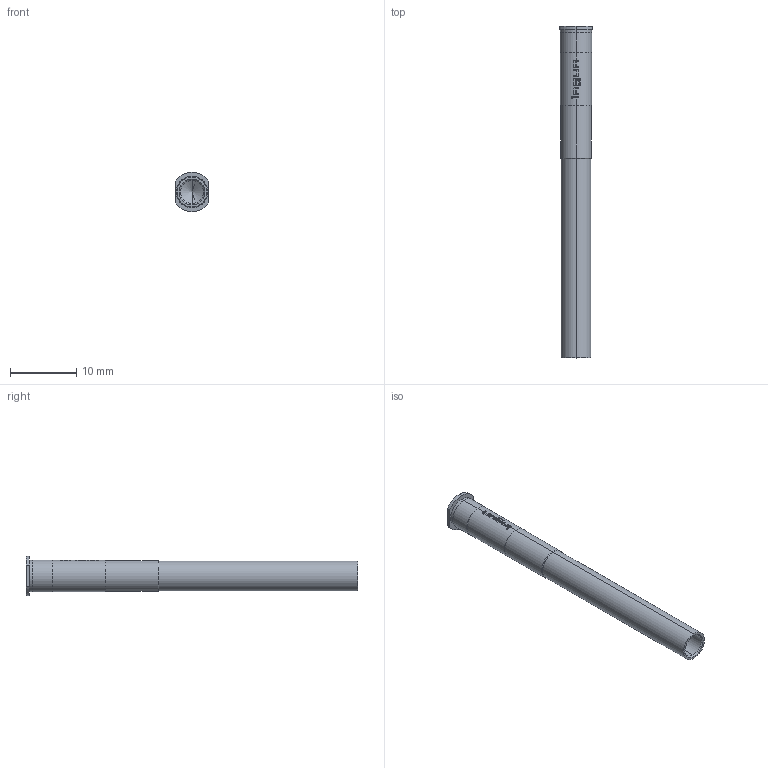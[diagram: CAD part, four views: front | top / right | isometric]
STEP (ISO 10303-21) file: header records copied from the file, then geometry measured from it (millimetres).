
FILE_DESCRIPTION (( 'STEP AP203' ), '1' );
FILE_NAME ('INGUN_KS-617_35-R.STEP', '2022-02-09T05:28:59', ( 'ochi' ), ( '' ), 'SwSTEP 2.0', 'SolidWorks 2018', '' );
FILE_SCHEMA (( 'CONFIG_CONTROL_DESIGN' ));
Length unit declared in the file: millimetre
Products named in the file (1): INGUN_KS-617_35-R
Bounding box: 5 x 50 x 5.95 mm (x, y, z)
Volume: 746.4 mm3; surface area: 861.4 mm2
Topology: 1 solids, 1 shells, 111 faces, 303 edges, 199 vertices
Faces by surface type: plane 49, cylinder 34, bspline 22, cone 4, torus 2
Entity records: 3954 total; most frequent: CARTESIAN_POINT 1200, ORIENTED_EDGE 602, DIRECTION 507, EDGE_CURVE 301, AXIS2_PLACEMENT_3D 202, VERTEX_POINT 199, EDGE_LOOP 118, CIRCLE 112
